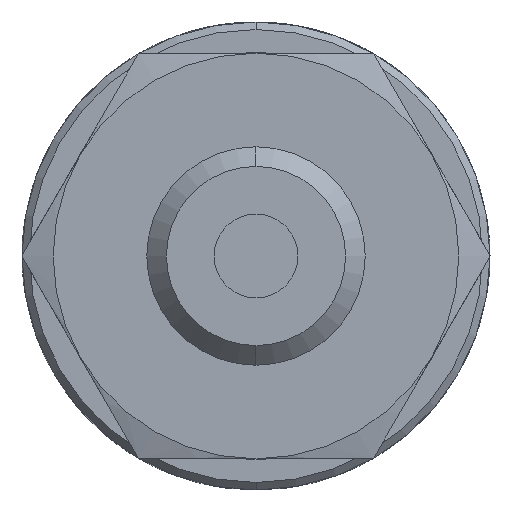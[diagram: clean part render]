
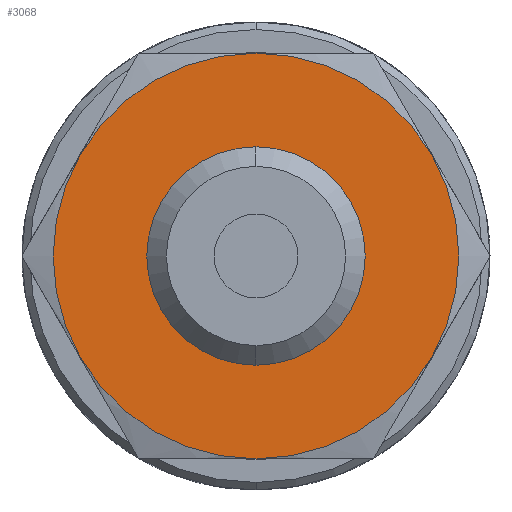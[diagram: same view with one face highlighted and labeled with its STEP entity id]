
A CAD part, left-side view. The second image highlights one B-rep face of the part: STEP entity #3068.
In plain terms, the highlighted planar face has unit normal (-1, 0, 0).
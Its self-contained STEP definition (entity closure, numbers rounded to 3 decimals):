
#43 = CARTESIAN_POINT ( 'NONE',  ( 221.847, 584.708, 0. ) ) ;
#1235 = EDGE_CURVE ( 'NONE', #8808, #8878, #6001, .T. ) ;
#1790 = EDGE_CURVE ( 'NONE', #8878, #8808, #5051, .T. ) ;
#1971 = AXIS2_PLACEMENT_3D ( 'NONE', #2343, #7675, #3897 ) ;
#2022 = DIRECTION ( 'NONE',  ( 0., 0., 1. ) ) ;
#2207 = DIRECTION ( 'NONE',  ( 0., 0., -1. ) ) ;
#2285 = ORIENTED_EDGE ( 'NONE', *, *, #1790, .T. ) ;
#2343 = CARTESIAN_POINT ( 'NONE',  ( 221.847, 584.708, 0. ) ) ;
#2481 = CARTESIAN_POINT ( 'NONE',  ( 221.847, 584.708, -10.319 ) ) ;
#2623 = AXIS2_PLACEMENT_3D ( 'NONE', #43, #4649, #5377 ) ;
#2862 = CARTESIAN_POINT ( 'NONE',  ( 221.847, 584.708, 5.41 ) ) ;
#2941 = CARTESIAN_POINT ( 'NONE',  ( 221.847, 0., 0. ) ) ;
#3068 = ADVANCED_FACE ( 'NONE', ( #6290, #8953 ), #5129, .F. ) ;
#3332 = EDGE_LOOP ( 'NONE', ( #2285, #6770 ) ) ;
#3371 = AXIS2_PLACEMENT_3D ( 'NONE', #8926, #9649, #4245 ) ;
#3897 = DIRECTION ( 'NONE',  ( 0., 0., 1. ) ) ;
#4245 = DIRECTION ( 'NONE',  ( 0., 0., 1. ) ) ;
#4604 = VERTEX_POINT ( 'NONE', #8205 ) ;
#4649 = DIRECTION ( 'NONE',  ( -1., 0., 0. ) ) ;
#4810 = EDGE_LOOP ( 'NONE', ( #9058, #9873 ) ) ;
#5051 = CIRCLE ( 'NONE', #3371, 10.319 ) ;
#5129 = PLANE ( 'NONE',  #8974 ) ;
#5377 = DIRECTION ( 'NONE',  ( 0., 0., 1. ) ) ;
#5877 = CARTESIAN_POINT ( 'NONE',  ( 221.847, 584.708, 0. ) ) ;
#6001 = CIRCLE ( 'NONE', #1971, 10.319 ) ;
#6149 = CIRCLE ( 'NONE', #2623, 5.41 ) ;
#6290 = FACE_BOUND ( 'NONE', #4810, .T. ) ;
#6770 = ORIENTED_EDGE ( 'NONE', *, *, #1235, .T. ) ;
#7361 = DIRECTION ( 'NONE',  ( -1., 0., 0. ) ) ;
#7489 = VERTEX_POINT ( 'NONE', #2862 ) ;
#7675 = DIRECTION ( 'NONE',  ( -1., 0., 0. ) ) ;
#8088 = EDGE_CURVE ( 'NONE', #7489, #4604, #8551, .T. ) ;
#8127 = AXIS2_PLACEMENT_3D ( 'NONE', #5877, #7361, #2022 ) ;
#8205 = CARTESIAN_POINT ( 'NONE',  ( 221.847, 584.708, -5.41 ) ) ;
#8288 = DIRECTION ( 'NONE',  ( 1., 0., 0. ) ) ;
#8551 = CIRCLE ( 'NONE', #8127, 5.41 ) ;
#8808 = VERTEX_POINT ( 'NONE', #9450 ) ;
#8878 = VERTEX_POINT ( 'NONE', #2481 ) ;
#8926 = CARTESIAN_POINT ( 'NONE',  ( 221.847, 584.708, 0. ) ) ;
#8953 = FACE_OUTER_BOUND ( 'NONE', #3332, .T. ) ;
#8974 = AXIS2_PLACEMENT_3D ( 'NONE', #2941, #8288, #2207 ) ;
#9058 = ORIENTED_EDGE ( 'NONE', *, *, #8088, .F. ) ;
#9450 = CARTESIAN_POINT ( 'NONE',  ( 221.847, 584.708, 10.319 ) ) ;
#9649 = DIRECTION ( 'NONE',  ( -1., 0., 0. ) ) ;
#9873 = ORIENTED_EDGE ( 'NONE', *, *, #9896, .F. ) ;
#9896 = EDGE_CURVE ( 'NONE', #4604, #7489, #6149, .T. ) ;
